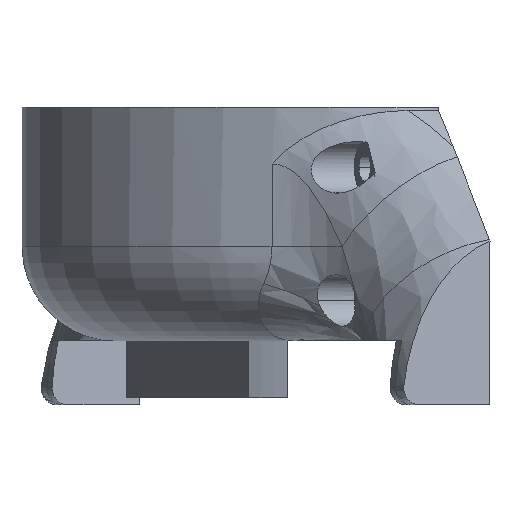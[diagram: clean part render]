
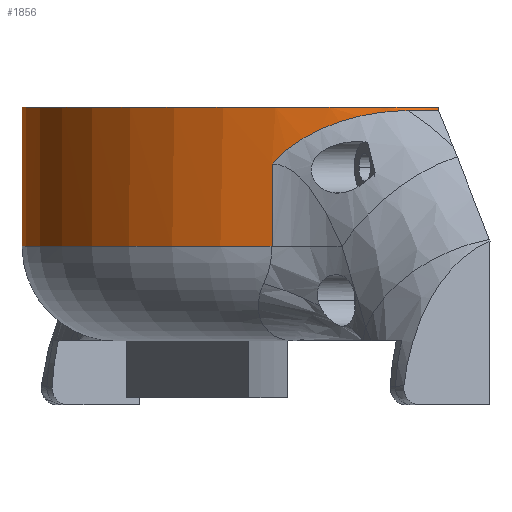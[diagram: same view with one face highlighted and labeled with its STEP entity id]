
A CAD part, left-side view. The second image highlights one B-rep face of the part: STEP entity #1856.
In plain terms, the highlighted cylindrical face has radius 37.5 mm (diameter 75 mm), a partial arc.
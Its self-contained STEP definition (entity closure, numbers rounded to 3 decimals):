
#56 = EDGE_CURVE ( 'NONE', #1154, #716, #229, .T. ) ;
#70 = AXIS2_PLACEMENT_3D ( 'NONE', #2730, #460, #155 ) ;
#123 = DIRECTION ( 'NONE',  ( 0., 0., 1. ) ) ;
#154 = DIRECTION ( 'NONE',  ( 0., 0., -1. ) ) ;
#155 = DIRECTION ( 'NONE',  ( -1., 0., 0. ) ) ;
#165 = CARTESIAN_POINT ( 'NONE',  ( -39.119, 24.027, 5.887 ) ) ;
#176 = EDGE_CURVE ( 'NONE', #716, #381, #725, .T. ) ;
#190 = CARTESIAN_POINT ( 'NONE',  ( 29.63, 34.86, 12.1 ) ) ;
#193 = ORIENTED_EDGE ( 'NONE', *, *, #56, .T. ) ;
#229 = CIRCLE ( 'NONE', #70, 37.5 ) ;
#233 = CARTESIAN_POINT ( 'NONE',  ( -39.338, 23.012, 6.944 ) ) ;
#237 = CARTESIAN_POINT ( 'NONE',  ( 19.638, 45.881, 9.478 ) ) ;
#248 = CARTESIAN_POINT ( 'NONE',  ( -38.421, 4.642, -12.5 ) ) ;
#284 = AXIS2_PLACEMENT_3D ( 'NONE', #2038, #2067, #1775 ) ;
#304 = CARTESIAN_POINT ( 'NONE',  ( -2.57, 15.638, 12.1 ) ) ;
#309 = LINE ( 'NONE', #248, #1539 ) ;
#364 = VERTEX_POINT ( 'NONE', #942 ) ;
#381 = VERTEX_POINT ( 'NONE', #165 ) ;
#384 = VECTOR ( 'NONE', #3252, 1000. ) ;
#413 = CARTESIAN_POINT ( 'NONE',  ( -38.421, 4.642, 12.1 ) ) ;
#424 = CARTESIAN_POINT ( 'NONE',  ( -39.688, 20.986, 8.514 ) ) ;
#460 = DIRECTION ( 'NONE',  ( 0., 0., 1. ) ) ;
#476 = CARTESIAN_POINT ( 'NONE',  ( 26.731, 39.089, 12.1 ) ) ;
#491 = CARTESIAN_POINT ( 'NONE',  ( -39.547, 21.884, 7.884 ) ) ;
#493 = ORIENTED_EDGE ( 'NONE', *, *, #2581, .T. ) ;
#508 = CARTESIAN_POINT ( 'NONE',  ( -2.57, 15.638, 12.5 ) ) ;
#540 = CARTESIAN_POINT ( 'NONE',  ( 15.77, 48.347, 5.955 ) ) ;
#615 = CARTESIAN_POINT ( 'NONE',  ( -38.421, 4.642, 12.5 ) ) ;
#686 = CARTESIAN_POINT ( 'NONE',  ( 16.101, 48.16, 6.364 ) ) ;
#707 = CARTESIAN_POINT ( 'NONE',  ( -40.012, 18.13, 10.097 ) ) ;
#716 = VERTEX_POINT ( 'NONE', #729 ) ;
#725 = LINE ( 'NONE', #2033, #384 ) ;
#729 = CARTESIAN_POINT ( 'NONE',  ( -39.119, 24.027, -3.7 ) ) ;
#741 = EDGE_CURVE ( 'NONE', #2390, #1154, #3258, .T. ) ;
#771 = ORIENTED_EDGE ( 'NONE', *, *, #1524, .T. ) ;
#913 = CARTESIAN_POINT ( 'NONE',  ( -39.642, 21.289, 8.312 ) ) ;
#927 = CARTESIAN_POINT ( 'NONE',  ( -39.32, 8.177, 12.1 ) ) ;
#930 = CARTESIAN_POINT ( 'NONE',  ( 16.617, 47.859, 6.944 ) ) ;
#942 = CARTESIAN_POINT ( 'NONE',  ( -39.32, 8.177, 12.1 ) ) ;
#951 = VERTEX_POINT ( 'NONE', #413 ) ;
#988 = DIRECTION ( 'NONE',  ( 0., 0., -1. ) ) ;
#1008 = AXIS2_PLACEMENT_3D ( 'NONE', #508, #2296, #1028 ) ;
#1017 = CARTESIAN_POINT ( 'NONE',  ( 29.63, 34.86, 12.5 ) ) ;
#1028 = DIRECTION ( 'NONE',  ( -1., 0., 0. ) ) ;
#1045 = DIRECTION ( 'NONE',  ( 0., 0., 1. ) ) ;
#1052 = ORIENTED_EDGE ( 'NONE', *, *, #3185, .T. ) ;
#1127 = AXIS2_PLACEMENT_3D ( 'NONE', #304, #1276, #3057 ) ;
#1145 = EDGE_CURVE ( 'NONE', #2198, #2055, #2151, .T. ) ;
#1154 = VERTEX_POINT ( 'NONE', #2166 ) ;
#1169 = CARTESIAN_POINT ( 'NONE',  ( 25.798, 40.206, 11.972 ) ) ;
#1185 = CARTESIAN_POINT ( 'NONE',  ( -39.614, 9.628, 12.1 ) ) ;
#1188 = CARTESIAN_POINT ( 'NONE',  ( 17.343, 47.416, 7.658 ) ) ;
#1201 = CARTESIAN_POINT ( 'NONE',  ( -39.119, 24.027, 5.887 ) ) ;
#1240 = CARTESIAN_POINT ( 'NONE',  ( 18.099, 46.929, 8.311 ) ) ;
#1250 = EDGE_CURVE ( 'NONE', #2203, #2390, #1371, .T. ) ;
#1276 = DIRECTION ( 'NONE',  ( 0., 0., 1. ) ) ;
#1335 = VECTOR ( 'NONE', #988, 1000. ) ;
#1371 = B_SPLINE_CURVE_WITH_KNOTS ( 'NONE', 3,
 ( #2199, #476, #1169, #1481, #1685, #1672, #2448, #2495, #237, #3187, #1240, #3251, #1188, #3201, #930, #1952, #686, #1701, #2713, #540, #3047 ),
 .UNSPECIFIED., .F., .F.,
 ( 4, 2, 2, 2, 2, 2, 2, 2, 1, 2, 4 ),
 ( 0., 0.004, 0.007, 0.009, 0.013, 0.014, 0.015, 0.016, 0.017, 0.017, 0.017 ),
 .UNSPECIFIED. ) ;
#1405 = CARTESIAN_POINT ( 'NONE',  ( 29.63, 34.86, -12.5 ) ) ;
#1430 = CARTESIAN_POINT ( 'NONE',  ( -40.037, 13.93, 11.444 ) ) ;
#1481 = CARTESIAN_POINT ( 'NONE',  ( 24.326, 41.78, 11.599 ) ) ;
#1498 = CARTESIAN_POINT ( 'NONE',  ( -40.073, 16.06, 10.849 ) ) ;
#1524 = EDGE_CURVE ( 'NONE', #364, #951, #3134, .T. ) ;
#1539 = VECTOR ( 'NONE', #1045, 1000. ) ;
#1542 = CIRCLE ( 'NONE', #1008, 37.5 ) ;
#1639 = CARTESIAN_POINT ( 'NONE',  ( -2.57, 15.638, 12.1 ) ) ;
#1643 = VERTEX_POINT ( 'NONE', #615 ) ;
#1662 = ORIENTED_EDGE ( 'NONE', *, *, #1940, .T. ) ;
#1672 = CARTESIAN_POINT ( 'NONE',  ( 22.795, 43.268, 11.07 ) ) ;
#1685 = CARTESIAN_POINT ( 'NONE',  ( 23.823, 42.287, 11.444 ) ) ;
#1693 = ORIENTED_EDGE ( 'NONE', *, *, #1250, .T. ) ;
#1701 = CARTESIAN_POINT ( 'NONE',  ( 15.935, 48.255, 6.162 ) ) ;
#1735 = CARTESIAN_POINT ( 'NONE',  ( -40.075, 15.35, 11.07 ) ) ;
#1775 = DIRECTION ( 'NONE',  ( 1., 0., 0. ) ) ;
#1816 = VECTOR ( 'NONE', #154, 1000. ) ;
#1856 = ADVANCED_FACE ( 'NONE', ( #2547 ), #2779, .T. ) ;
#1927 = DIRECTION ( 'NONE',  ( 1., 0., 0. ) ) ;
#1930 = ORIENTED_EDGE ( 'NONE', *, *, #3262, .T. ) ;
#1940 = EDGE_CURVE ( 'NONE', #2055, #2203, #2337, .T. ) ;
#1952 = CARTESIAN_POINT ( 'NONE',  ( 16.271, 48.062, 6.56 ) ) ;
#1986 = CARTESIAN_POINT ( 'NONE',  ( -39.174, 23.788, 6.164 ) ) ;
#2000 = CARTESIAN_POINT ( 'NONE',  ( -39.392, 22.74, 7.189 ) ) ;
#2033 = CARTESIAN_POINT ( 'NONE',  ( -39.119, 24.027, -12.5 ) ) ;
#2037 = EDGE_LOOP ( 'NONE', ( #771, #493, #1930, #3216, #1662, #1693, #2623, #193, #2245, #1052 ) ) ;
#2038 = CARTESIAN_POINT ( 'NONE',  ( -2.57, 15.638, -12.5 ) ) ;
#2055 = VERTEX_POINT ( 'NONE', #190 ) ;
#2067 = DIRECTION ( 'NONE',  ( 0., 0., 1. ) ) ;
#2069 = AXIS2_PLACEMENT_3D ( 'NONE', #1639, #123, #1927 ) ;
#2151 = LINE ( 'NONE', #1405, #1816 ) ;
#2166 = CARTESIAN_POINT ( 'NONE',  ( 15.718, 48.377, -3.7 ) ) ;
#2198 = VERTEX_POINT ( 'NONE', #1017 ) ;
#2199 = CARTESIAN_POINT ( 'NONE',  ( 27.61, 37.897, 12.1 ) ) ;
#2203 = VERTEX_POINT ( 'NONE', #3088 ) ;
#2211 = CARTESIAN_POINT ( 'NONE',  ( -39.229, 23.535, 6.432 ) ) ;
#2245 = ORIENTED_EDGE ( 'NONE', *, *, #176, .T. ) ;
#2296 = DIRECTION ( 'NONE',  ( 0., 0., -1. ) ) ;
#2314 = B_SPLINE_CURVE_WITH_KNOTS ( 'NONE', 3,
 ( #1201, #1986, #2211, #233, #2000, #3184, #491, #913, #424, #2969, #707, #1498, #1735, #1430, #2476, #2444, #1185, #927 ),
 .UNSPECIFIED., .F., .F.,
 ( 4, 2, 2, 2, 2, 2, 2, 2, 4 ),
 ( 0., 0.001, 0.002, 0.003, 0.004, 0.009, 0.011, 0.013, 0.018 ),
 .UNSPECIFIED. ) ;
#2337 = CIRCLE ( 'NONE', #2069, 37.5 ) ;
#2390 = VERTEX_POINT ( 'NONE', #2429 ) ;
#2429 = CARTESIAN_POINT ( 'NONE',  ( 15.718, 48.377, 5.887 ) ) ;
#2444 = CARTESIAN_POINT ( 'NONE',  ( -39.818, 11.07, 11.972 ) ) ;
#2448 = CARTESIAN_POINT ( 'NONE',  ( 22.267, 43.743, 10.849 ) ) ;
#2476 = CARTESIAN_POINT ( 'NONE',  ( -39.998, 13.217, 11.599 ) ) ;
#2495 = CARTESIAN_POINT ( 'NONE',  ( 20.69, 45.085, 10.097 ) ) ;
#2547 = FACE_OUTER_BOUND ( 'NONE', #2037, .T. ) ;
#2581 = EDGE_CURVE ( 'NONE', #951, #1643, #309, .T. ) ;
#2623 = ORIENTED_EDGE ( 'NONE', *, *, #741, .T. ) ;
#2713 = CARTESIAN_POINT ( 'NONE',  ( 15.825, 48.317, 6.025 ) ) ;
#2720 = CARTESIAN_POINT ( 'NONE',  ( 15.718, 48.377, -12.5 ) ) ;
#2730 = CARTESIAN_POINT ( 'NONE',  ( -2.57, 15.638, -3.7 ) ) ;
#2779 = CYLINDRICAL_SURFACE ( 'NONE', #284, 37.5 ) ;
#2969 = CARTESIAN_POINT ( 'NONE',  ( -39.897, 19.444, 9.478 ) ) ;
#3047 = CARTESIAN_POINT ( 'NONE',  ( 15.718, 48.377, 5.887 ) ) ;
#3057 = DIRECTION ( 'NONE',  ( 1., 0., 0. ) ) ;
#3088 = CARTESIAN_POINT ( 'NONE',  ( 27.61, 37.897, 12.1 ) ) ;
#3134 = CIRCLE ( 'NONE', #1127, 37.5 ) ;
#3184 = CARTESIAN_POINT ( 'NONE',  ( -39.496, 22.176, 7.659 ) ) ;
#3185 = EDGE_CURVE ( 'NONE', #381, #364, #2314, .T. ) ;
#3187 = CARTESIAN_POINT ( 'NONE',  ( 18.354, 46.76, 8.514 ) ) ;
#3201 = CARTESIAN_POINT ( 'NONE',  ( 16.855, 47.716, 7.189 ) ) ;
#3216 = ORIENTED_EDGE ( 'NONE', *, *, #1145, .T. ) ;
#3251 = CARTESIAN_POINT ( 'NONE',  ( 17.594, 47.257, 7.884 ) ) ;
#3252 = DIRECTION ( 'NONE',  ( 0., 0., 1. ) ) ;
#3258 = LINE ( 'NONE', #2720, #1335 ) ;
#3262 = EDGE_CURVE ( 'NONE', #1643, #2198, #1542, .T. ) ;
